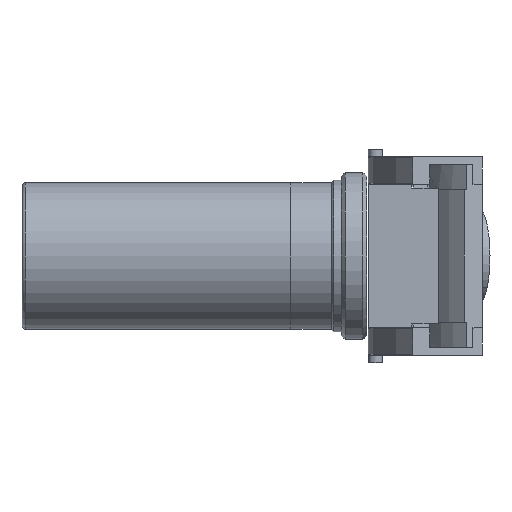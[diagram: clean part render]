
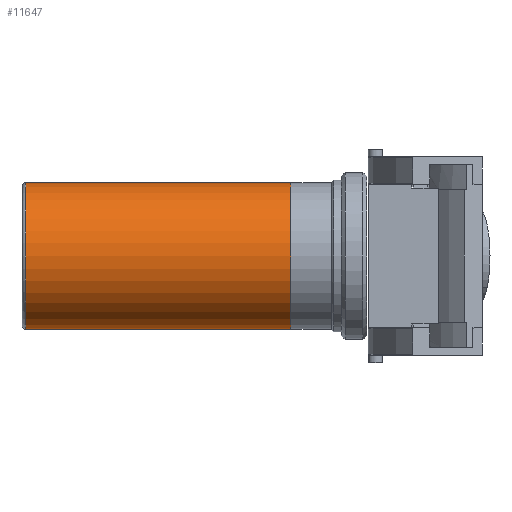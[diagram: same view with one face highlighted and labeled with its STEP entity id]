
A CAD part, front view. The second image highlights one B-rep face of the part: STEP entity #11647.
In plain terms, the highlighted cylindrical face has radius 18.85 mm (diameter 37.7 mm), a partial arc.
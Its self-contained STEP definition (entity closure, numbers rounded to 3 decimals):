
#474 = DIRECTION ( 'NONE',  ( 0., 0., -1. ) ) ;
#1061 = LINE ( 'NONE', #6727, #3954 ) ;
#1585 = CARTESIAN_POINT ( 'NONE',  ( -61.009, 0., 18.85 ) ) ;
#1920 = DIRECTION ( 'NONE',  ( 1., 0., 0. ) ) ;
#2915 = AXIS2_PLACEMENT_3D ( 'NONE', #15257, #7879, #474 ) ;
#3274 = CARTESIAN_POINT ( 'NONE',  ( -61.009, 0., 0. ) ) ;
#3694 = DIRECTION ( 'NONE',  ( 0., 0., -1. ) ) ;
#3954 = VECTOR ( 'NONE', #11764, 1000. ) ;
#4536 = DIRECTION ( 'NONE',  ( 0., 0., -1. ) ) ;
#4830 = AXIS2_PLACEMENT_3D ( 'NONE', #3274, #11931, #4536 ) ;
#5400 = CARTESIAN_POINT ( 'NONE',  ( -129.209, 0., -18.85 ) ) ;
#5465 = AXIS2_PLACEMENT_3D ( 'NONE', #13515, #6136, #3694 ) ;
#6136 = DIRECTION ( 'NONE',  ( 1., 0., 0. ) ) ;
#6262 = ORIENTED_EDGE ( 'NONE', *, *, #10758, .F. ) ;
#6727 = CARTESIAN_POINT ( 'NONE',  ( 0., 0., 18.85 ) ) ;
#7878 = CARTESIAN_POINT ( 'NONE',  ( -129.209, 0., 18.85 ) ) ;
#7879 = DIRECTION ( 'NONE',  ( 1., 0., 0. ) ) ;
#8242 = EDGE_CURVE ( 'NONE', #15296, #9407, #9670, .T. ) ;
#9301 = VECTOR ( 'NONE', #1920, 1000. ) ;
#9407 = VERTEX_POINT ( 'NONE', #14665 ) ;
#9670 = LINE ( 'NONE', #10554, #9301 ) ;
#9726 = VERTEX_POINT ( 'NONE', #7878 ) ;
#10554 = CARTESIAN_POINT ( 'NONE',  ( 0., 0., -18.85 ) ) ;
#10706 = EDGE_CURVE ( 'NONE', #9726, #11082, #1061, .T. ) ;
#10758 = EDGE_CURVE ( 'NONE', #11082, #9407, #11872, .T. ) ;
#11082 = VERTEX_POINT ( 'NONE', #1585 ) ;
#11201 = FACE_OUTER_BOUND ( 'NONE', #14379, .T. ) ;
#11647 = ADVANCED_FACE ( 'NONE', ( #11201 ), #12949, .T. ) ;
#11764 = DIRECTION ( 'NONE',  ( 1., 0., 0. ) ) ;
#11872 = CIRCLE ( 'NONE', #4830, 18.85 ) ;
#11931 = DIRECTION ( 'NONE',  ( 1., 0., 0. ) ) ;
#12618 = CIRCLE ( 'NONE', #2915, 18.85 ) ;
#12949 = CYLINDRICAL_SURFACE ( 'NONE', #5465, 18.85 ) ;
#13002 = ORIENTED_EDGE ( 'NONE', *, *, #10706, .F. ) ;
#13098 = ORIENTED_EDGE ( 'NONE', *, *, #8242, .T. ) ;
#13515 = CARTESIAN_POINT ( 'NONE',  ( 0., 0., 0. ) ) ;
#13908 = ORIENTED_EDGE ( 'NONE', *, *, #14181, .T. ) ;
#14181 = EDGE_CURVE ( 'NONE', #9726, #15296, #12618, .T. ) ;
#14379 = EDGE_LOOP ( 'NONE', ( #13002, #13908, #13098, #6262 ) ) ;
#14665 = CARTESIAN_POINT ( 'NONE',  ( -61.009, 0., -18.85 ) ) ;
#15257 = CARTESIAN_POINT ( 'NONE',  ( -129.209, 0., 0. ) ) ;
#15296 = VERTEX_POINT ( 'NONE', #5400 ) ;
